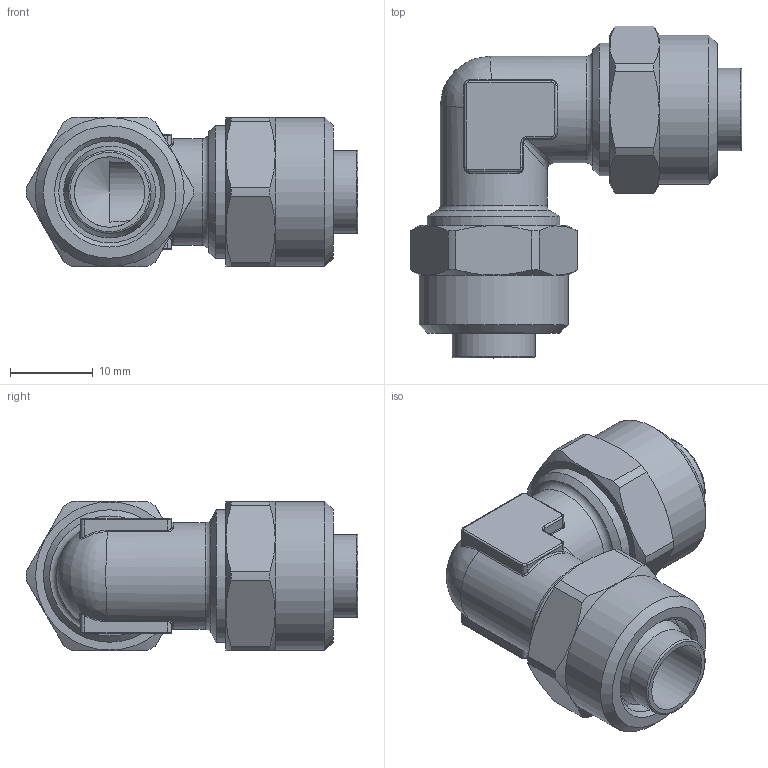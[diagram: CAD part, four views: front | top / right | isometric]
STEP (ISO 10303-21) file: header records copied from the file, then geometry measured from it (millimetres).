
FILE_DESCRIPTION( ( 'STEP AP214' ), '1' );
FILE_NAME( '02080060.stp', '2021-04-19T12:59:07', ( 'License CC BY-ND 4.0' ), ( 'CADENAS' ), ' ', 'PARTsolutions', ' ' );
FILE_SCHEMA( ( 'AUTOMOTIVE_DESIGN { 1 0 10303 214 1 1 1 1 }' ) );
Length unit declared in the file: millimetre
Products named in the file (1): NONE
Bounding box: 40.1 x 40.1 x 18 mm (x, y, z)
Volume: 7937.9 mm3; surface area: 5376.5 mm2
Topology: 1 solids, 1 shells, 158 faces, 375 edges, 224 vertices
Faces by surface type: cylinder 58, plane 35, cone 23, bspline 22, torus 20
Full cylindrical faces by diameter (mm): 8.5 x2, 10 x2, 11.1 x2, 12.3 x2, 12.9 x2, 16 x2, 18 x2
Entity records: 6581 total; most frequent: CARTESIAN_POINT 1978, DIRECTION 680, ORIENTED_EDGE 678, EDGE_CURVE 339, AXIS2_PLACEMENT_3D 295, VERTEX_POINT 217, EDGE_LOOP 194, FACE_OUTER_BOUND 176
